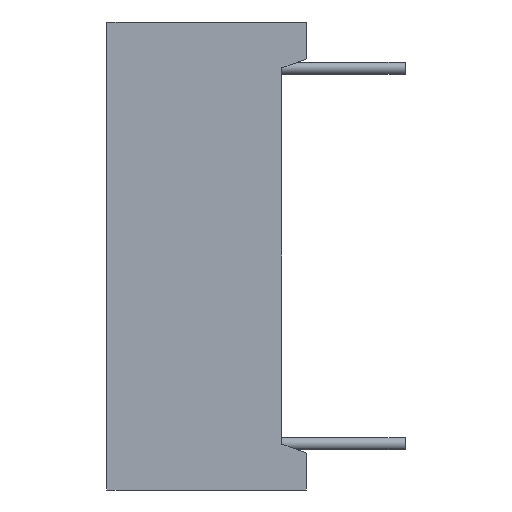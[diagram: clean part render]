
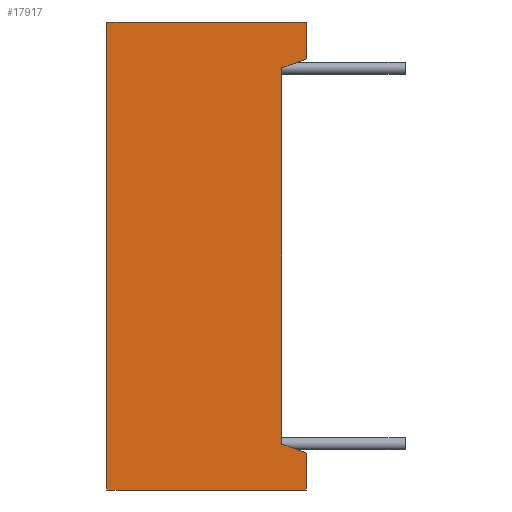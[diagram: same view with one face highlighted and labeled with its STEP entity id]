
A CAD part, left-side view. The second image highlights one B-rep face of the part: STEP entity #17917.
In plain terms, the highlighted planar face has unit normal (-1, 0, 0).
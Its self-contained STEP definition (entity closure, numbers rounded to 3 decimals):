
#708 = CARTESIAN_POINT ( 'NONE',  ( -25.15, -7.1, 7.636 ) ) ;
#709 = CARTESIAN_POINT ( 'NONE',  ( -25.15, -7.1, -7.636 ) ) ;
#800 = CARTESIAN_POINT ( 'NONE',  ( -25.15, -8.1, -8. ) ) ;
#801 = CARTESIAN_POINT ( 'NONE',  ( -25.15, -8.1, -9.5 ) ) ;
#807 = CARTESIAN_POINT ( 'NONE',  ( -25.15, -8.1, 9.5 ) ) ;
#808 = CARTESIAN_POINT ( 'NONE',  ( -25.15, -8.1, 8. ) ) ;
#893 = CARTESIAN_POINT ( 'NONE',  ( -25.15, 0., -9.5 ) ) ;
#894 = CARTESIAN_POINT ( 'NONE',  ( -25.15, 0., 9.5 ) ) ;
#1725 = EDGE_LOOP ( 'NONE', ( #16464, #16466, #16467, #16465, #16468, #16469, #16470, #16471 ) ) ;
#2807 = LINE ( 'NONE', #2808, #18300 ) ;
#2808 = CARTESIAN_POINT ( 'NONE',  ( -25.15, -8.1, -9.5 ) ) ;
#2809 = DIRECTION ( 'NONE',  ( 0., 0., 1. ) ) ;
#2822 = LINE ( 'NONE', #2823, #18305 ) ;
#2823 = CARTESIAN_POINT ( 'NONE',  ( -25.15, -7.161, -7.658 ) ) ;
#2824 = DIRECTION ( 'NONE',  ( 0., -0.94, -0.342 ) ) ;
#2834 = LINE ( 'NONE', #2835, #18309 ) ;
#2835 = CARTESIAN_POINT ( 'NONE',  ( -25.15, -8.1, -9.5 ) ) ;
#2836 = DIRECTION ( 'NONE',  ( 0., 0., 1. ) ) ;
#3101 = LINE ( 'NONE', #3102, #3212 ) ;
#3102 = CARTESIAN_POINT ( 'NONE',  ( -25.15, 0., -9.5 ) ) ;
#3103 = DIRECTION ( 'NONE',  ( 0., 0., 1. ) ) ;
#3212 = VECTOR ( 'NONE', #3103, 1000. ) ;
#3949 = VERTEX_POINT ( 'NONE', #708 ) ;
#3950 = VERTEX_POINT ( 'NONE', #709 ) ;
#4041 = VERTEX_POINT ( 'NONE', #800 ) ;
#4042 = VERTEX_POINT ( 'NONE', #801 ) ;
#4048 = VERTEX_POINT ( 'NONE', #807 ) ;
#4049 = VERTEX_POINT ( 'NONE', #808 ) ;
#4134 = VERTEX_POINT ( 'NONE', #893 ) ;
#4135 = VERTEX_POINT ( 'NONE', #894 ) ;
#4842 = EDGE_CURVE ( 'NONE', #4042, #4041, #2807, .T. ) ;
#4847 = EDGE_CURVE ( 'NONE', #3950, #4041, #2822, .T. ) ;
#4851 = EDGE_CURVE ( 'NONE', #4049, #4048, #2834, .T. ) ;
#4940 = EDGE_CURVE ( 'NONE', #4134, #4135, #3101, .T. ) ;
#11935 = LINE ( 'NONE', #11936, #12555 ) ;
#11936 = CARTESIAN_POINT ( 'NONE',  ( -25.15, 3.256, 3.867 ) ) ;
#11937 = DIRECTION ( 'NONE',  ( 0., 0.94, -0.342 ) ) ;
#11938 = LINE ( 'NONE', #11939, #12556 ) ;
#11939 = CARTESIAN_POINT ( 'NONE',  ( -25.15, -8.1, 9.5 ) ) ;
#11940 = DIRECTION ( 'NONE',  ( 0., 1., 0. ) ) ;
#11941 = LINE ( 'NONE', #11942, #12557 ) ;
#11942 = CARTESIAN_POINT ( 'NONE',  ( -25.15, -8.1, -9.5 ) ) ;
#11943 = DIRECTION ( 'NONE',  ( 0., 1., 0. ) ) ;
#12555 = VECTOR ( 'NONE', #11937, 1000. ) ;
#12556 = VECTOR ( 'NONE', #11940, 1000. ) ;
#12557 = VECTOR ( 'NONE', #11943, 1000. ) ;
#14200 = VECTOR ( 'NONE', #14934, 1000. ) ;
#14315 = FACE_OUTER_BOUND ( 'NONE', #1725, .T. ) ;
#14406 = AXIS2_PLACEMENT_3D ( 'NONE', #15250, #15251, #15252 ) ;
#14932 = LINE ( 'NONE', #14933, #14200 ) ;
#14933 = CARTESIAN_POINT ( 'NONE',  ( -25.15, -7.1, -16.207 ) ) ;
#14934 = DIRECTION ( 'NONE',  ( 0., 0., -1. ) ) ;
#15249 = PLANE ( 'NONE',  #14406 ) ;
#15250 = CARTESIAN_POINT ( 'NONE',  ( -25.15, -8.1, -9.5 ) ) ;
#15251 = DIRECTION ( 'NONE',  ( -1., 0., 0. ) ) ;
#15252 = DIRECTION ( 'NONE',  ( 0., 0., 1. ) ) ;
#16464 = ORIENTED_EDGE ( 'NONE', *, *, #4842, .T. ) ;
#16465 = ORIENTED_EDGE ( 'NONE', *, *, #17494, .F. ) ;
#16466 = ORIENTED_EDGE ( 'NONE', *, *, #4847, .F. ) ;
#16467 = ORIENTED_EDGE ( 'NONE', *, *, #17883, .F. ) ;
#16468 = ORIENTED_EDGE ( 'NONE', *, *, #4851, .T. ) ;
#16469 = ORIENTED_EDGE ( 'NONE', *, *, #17495, .T. ) ;
#16470 = ORIENTED_EDGE ( 'NONE', *, *, #4940, .F. ) ;
#16471 = ORIENTED_EDGE ( 'NONE', *, *, #17496, .F. ) ;
#17494 = EDGE_CURVE ( 'NONE', #4049, #3949, #11935, .T. ) ;
#17495 = EDGE_CURVE ( 'NONE', #4048, #4135, #11938, .T. ) ;
#17496 = EDGE_CURVE ( 'NONE', #4042, #4134, #11941, .T. ) ;
#17883 = EDGE_CURVE ( 'NONE', #3949, #3950, #14932, .T. ) ;
#17917 = ADVANCED_FACE ( 'NONE', ( #14315 ), #15249, .T. ) ;
#18300 = VECTOR ( 'NONE', #2809, 1000. ) ;
#18305 = VECTOR ( 'NONE', #2824, 1000. ) ;
#18309 = VECTOR ( 'NONE', #2836, 1000. ) ;
